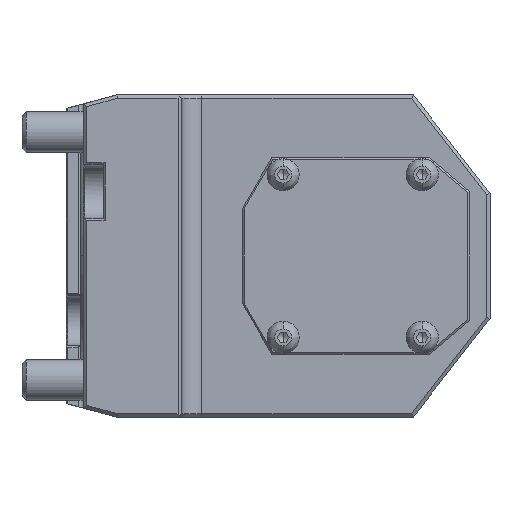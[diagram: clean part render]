
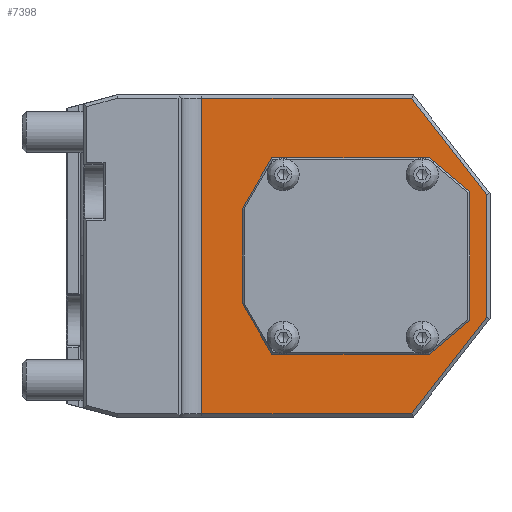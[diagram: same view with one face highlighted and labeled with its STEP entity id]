
A CAD part, left-side view. The second image highlights one B-rep face of the part: STEP entity #7398.
In plain terms, the highlighted planar face has unit normal (-1, 0, 0).
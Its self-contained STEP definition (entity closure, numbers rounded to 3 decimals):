
#1629=DIRECTION('',(0.,0.,-1.));
#1630=VECTOR('',#1629,36.311);
#1631=CARTESIAN_POINT('',(-11.5,-124.,18.156));
#1632=LINE('',#1631,#1630);
#1633=DIRECTION('',(0.,-0.616,0.788));
#1634=VECTOR('',#1633,35.969);
#1635=CARTESIAN_POINT('',(-11.5,-101.855,-46.5));
#1636=LINE('',#1635,#1634);
#1637=DIRECTION('',(0.,1.,0.));
#1638=VECTOR('',#1637,61.855);
#1639=CARTESIAN_POINT('',(-11.5,-101.855,-46.5));
#1640=LINE('',#1639,#1638);
#1641=DIRECTION('',(0.,0.,1.));
#1642=VECTOR('',#1641,93.);
#1643=CARTESIAN_POINT('',(-11.5,-40.,
-46.5));
#1644=LINE('',#1643,#1642);
#1645=DIRECTION('',(0.,-1.,0.));
#1646=VECTOR('',#1645,61.855);
#1647=CARTESIAN_POINT('',(-11.5,-40.,
46.5));
#1648=LINE('',#1647,#1646);
#1649=DIRECTION('',(0.,0.616,0.788));
#1650=VECTOR('',#1649,35.969);
#1651=CARTESIAN_POINT('',(-11.5,-124.,18.156));
#1652=LINE('',#1651,#1650);
#1653=DIRECTION('',(0.,1.,0.));
#1654=VECTOR('',#1653,46.422);
#1655=CARTESIAN_POINT('',(-11.5,-107.082,29.));
#1656=LINE('',#1655,#1654);
#1657=DIRECTION('',(0.,-0.5,0.866));
#1658=VECTOR('',#1657,17.321);
#1659=CARTESIAN_POINT('',(-11.5,-52.,14.));
#1660=LINE('',#1659,#1658);
#1661=DIRECTION('',(0.,0.,-1.));
#1662=VECTOR('',#1661,28.);
#1663=CARTESIAN_POINT('',(-11.5,-52.,14.));
#1664=LINE('',#1663,#1662);
#1665=DIRECTION('',(0.,0.5,0.866));
#1666=VECTOR('',#1665,17.321);
#1667=CARTESIAN_POINT('',(-11.5,-60.66,-29.));
#1668=LINE('',#1667,#1666);
#1669=DIRECTION('',(0.,-1.,0.));
#1670=VECTOR('',#1669,46.422);
#1671=CARTESIAN_POINT('',(-11.5,-60.66,-29.));
#1672=LINE('',#1671,#1670);
#1673=DIRECTION('',(0.,0.766,-0.643));
#1674=VECTOR('',#1673,15.557);
#1675=CARTESIAN_POINT('',(-11.5,-119.,-19.));
#1676=LINE('',#1675,#1674);
#1677=DIRECTION('',(0.,0.,1.));
#1678=VECTOR('',#1677,38.);
#1679=CARTESIAN_POINT('',(-11.5,-119.,-19.));
#1680=LINE('',#1679,#1678);
#1681=DIRECTION('',(0.,-0.766,-0.643));
#1682=VECTOR('',#1681,15.557);
#1683=CARTESIAN_POINT('',(-11.5,-107.082,29.));
#1684=LINE('',#1683,#1682);
#5539=CARTESIAN_POINT('',(-11.5,-124.,18.156));
#5540=CARTESIAN_POINT('',(-11.5,-124.,-18.156));
#5541=VERTEX_POINT('',#5539);
#5542=VERTEX_POINT('',#5540);
#5599=CARTESIAN_POINT('',(-11.5,-40.,
46.5));
#5600=CARTESIAN_POINT('',(-11.5,-101.855,46.5));
#5601=VERTEX_POINT('',#5599);
#5602=VERTEX_POINT('',#5600);
#5607=CARTESIAN_POINT('',(-11.5,-101.855,-46.5));
#5608=VERTEX_POINT('',#5607);
#5613=CARTESIAN_POINT('',(-11.5,-40.,
-46.5));
#5614=VERTEX_POINT('',#5613);
#5791=CARTESIAN_POINT('',(-11.5,-107.082,29.));
#5792=CARTESIAN_POINT('',(-11.5,-60.66,29.));
#5793=VERTEX_POINT('',#5791);
#5794=VERTEX_POINT('',#5792);
#5795=CARTESIAN_POINT('',(-11.5,-52.,14.));
#5796=CARTESIAN_POINT('',(-11.5,-52.,-14.));
#5797=VERTEX_POINT('',#5795);
#5798=VERTEX_POINT('',#5796);
#5799=CARTESIAN_POINT('',(-11.5,-60.66,-29.));
#5800=CARTESIAN_POINT('',(-11.5,-107.082,-29.));
#5801=VERTEX_POINT('',#5799);
#5802=VERTEX_POINT('',#5800);
#5803=CARTESIAN_POINT('',(-11.5,-119.,-19.));
#5804=CARTESIAN_POINT('',(-11.5,-119.,19.));
#5805=VERTEX_POINT('',#5803);
#5806=VERTEX_POINT('',#5804);
#7362=CARTESIAN_POINT('',(-11.5,-34.,-47.5));
#7363=DIRECTION('',(1.,0.,0.));
#7364=DIRECTION('',(0.,-1.,0.));
#7365=AXIS2_PLACEMENT_3D('',#7362,#7363,#7364);
#7366=PLANE('',#7365);
#7368=ORIENTED_EDGE('',*,*,#7367,.T.);
#7370=ORIENTED_EDGE('',*,*,#7369,.F.);
#7372=ORIENTED_EDGE('',*,*,#7371,.T.);
#7374=ORIENTED_EDGE('',*,*,#7373,.T.);
#7375=ORIENTED_EDGE('',*,*,#7353,.T.);
#7377=ORIENTED_EDGE('',*,*,#7376,.F.);
#7378=EDGE_LOOP('',(#7368,#7370,#7372,#7374,#7375,#7377));
#7379=FACE_OUTER_BOUND('',#7378,.F.);
#7381=ORIENTED_EDGE('',*,*,#7380,.T.);
#7383=ORIENTED_EDGE('',*,*,#7382,.F.);
#7385=ORIENTED_EDGE('',*,*,#7384,.T.);
#7387=ORIENTED_EDGE('',*,*,#7386,.F.);
#7389=ORIENTED_EDGE('',*,*,#7388,.T.);
#7391=ORIENTED_EDGE('',*,*,#7390,.F.);
#7393=ORIENTED_EDGE('',*,*,#7392,.T.);
#7395=ORIENTED_EDGE('',*,*,#7394,.F.);
#7396=EDGE_LOOP('',(#7381,#7383,#7385,#7387,#7389,#7391,#7393,#7395));
#7397=FACE_BOUND('',#7396,.F.);
#7353=EDGE_CURVE('',#5601,#5602,#1648,.T.);
#7367=EDGE_CURVE('',#5541,#5542,#1632,.T.);
#7369=EDGE_CURVE('',#5608,#5542,#1636,.T.);
#7371=EDGE_CURVE('',#5608,#5614,#1640,.T.);
#7373=EDGE_CURVE('',#5614,#5601,#1644,.T.);
#7376=EDGE_CURVE('',#5541,#5602,#1652,.T.);
#7380=EDGE_CURVE('',#5793,#5794,#1656,.T.);
#7382=EDGE_CURVE('',#5797,#5794,#1660,.T.);
#7384=EDGE_CURVE('',#5797,#5798,#1664,.T.);
#7386=EDGE_CURVE('',#5801,#5798,#1668,.T.);
#7388=EDGE_CURVE('',#5801,#5802,#1672,.T.);
#7390=EDGE_CURVE('',#5805,#5802,#1676,.T.);
#7392=EDGE_CURVE('',#5805,#5806,#1680,.T.);
#7394=EDGE_CURVE('',#5793,#5806,#1684,.T.);
#7398=ADVANCED_FACE('',(#7379,#7397),#7366,.F.);
